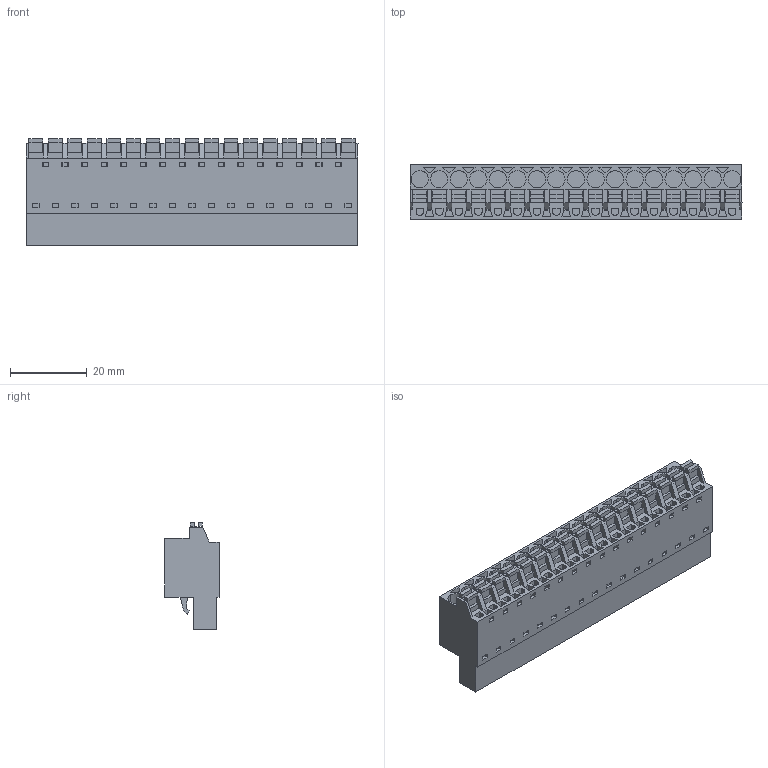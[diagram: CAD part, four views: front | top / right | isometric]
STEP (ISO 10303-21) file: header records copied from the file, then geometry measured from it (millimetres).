
FILE_DESCRIPTION(('CATIA V5 STEP Exchange','CAx-IF Rec.Pracs.--- Model Styling and Organization---1.2---2011-12-15'),'2;1');
FILE_NAME ('D1446557_0_1013590000_1013590000.stp','2017-04-28T12:36:50+00:00',('none'),('Weidmueller'),'CATIA Version 5-6 Release 2014','CATIA V5 STEP AP214','none');
FILE_SCHEMA(('AUTOMOTIVE_DESIGN { 1 0 10303 214 1 1 1 1 }'));
Length unit declared in the file: millimetre
Products named in the file (1): 1013590000
Bounding box: 86.36 x 14.2 x 27.73 mm (x, y, z)
Volume: 20500.4 mm3; surface area: 13557.8 mm2
Topology: 18 solids, 18 shells, 1183 faces, 3416 edges, 2388 vertices
Faces by surface type: plane 1062, cylinder 120, extrusion 1
Entity records: 38219 total; most frequent: CARTESIAN_POINT 7407, ORIENTED_EDGE 6832, DIRECTION 4783, EDGE_CURVE 3416, VECTOR 3175, LINE 3174, VERTEX_POINT 2388, EDGE_LOOP 1366
